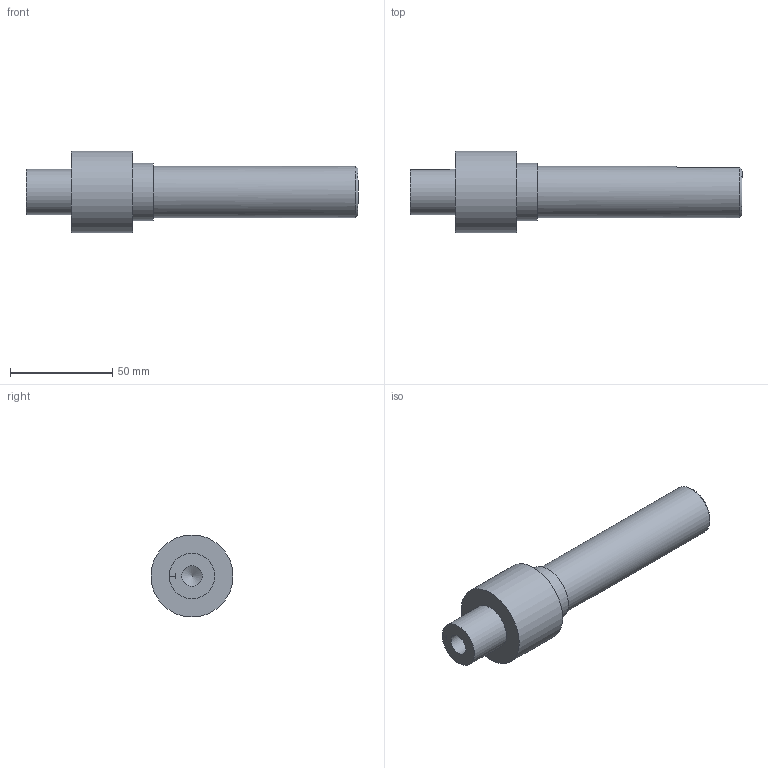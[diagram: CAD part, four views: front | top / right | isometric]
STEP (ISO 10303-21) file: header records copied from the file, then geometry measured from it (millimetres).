
FILE_DESCRIPTION((''),'2;1');
FILE_NAME('axe broyeur pour fabrication.stp','2019-03-05T18:26:05',('tonton'),(''),'Autodesk Inventor 2013','Autodesk Inventor 2013','');
FILE_SCHEMA(('AUTOMOTIVE_DESIGN { 1 0 10303 214 1 1 1 1 }'));
Length unit declared in the file: millimetre
Products named in the file (3): axe broyeur pour fabrication; Arbre; Arbre_1
Assembly tree (2 placements, depth 3):
  axe broyeur pour fabrication
    Arbre
      Arbre_1
Bounding box: 162 x 40 x 40 mm (x, y, z)
Volume: 95562.2 mm3; surface area: 18682.3 mm2
Topology: 1 solids, 1 shells, 24 faces, 53 edges, 34 vertices
Faces by surface type: plane 11, cylinder 10, cone 3
Full cylindrical faces by diameter (mm): 10.106 x2, 22.2 x1, 25 x1, 28 x1, 40 x1
Entity records: 722 total; most frequent: CARTESIAN_POINT 155, DIRECTION 112, ORIENTED_EDGE 88, AXIS2_PLACEMENT_3D 47, EDGE_CURVE 44, EDGE_LOOP 35, VERTEX_POINT 32, FACE_OUTER_BOUND 24
